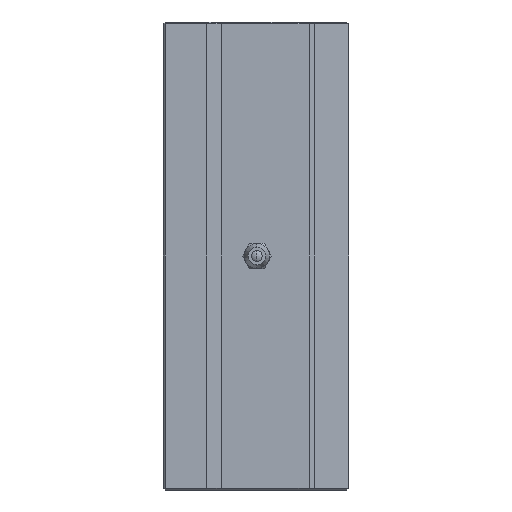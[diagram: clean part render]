
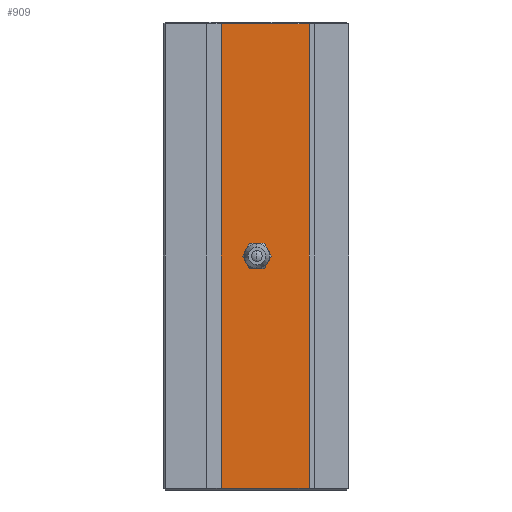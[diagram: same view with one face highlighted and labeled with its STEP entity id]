
A CAD part, left-side view. The second image highlights one B-rep face of the part: STEP entity #909.
In plain terms, the highlighted planar face has unit normal (-1, 0, 0).
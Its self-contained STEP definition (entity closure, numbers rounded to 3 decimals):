
#9 = CIRCLE ( 'NONE', #1584, 2.5 ) ;
#16 = CARTESIAN_POINT ( 'NONE',  ( -33.9, 0., 0. ) ) ;
#150 = CARTESIAN_POINT ( 'NONE',  ( -33.9, 0., -2.5 ) ) ;
#154 = AXIS2_PLACEMENT_3D ( 'NONE', #2340, #651, #2612 ) ;
#187 = EDGE_CURVE ( 'NONE', #2273, #1971, #2795, .T. ) ;
#223 = ORIENTED_EDGE ( 'NONE', *, *, #2413, .T. ) ;
#232 = CARTESIAN_POINT ( 'NONE',  ( -33.9, 9.9, 64.5 ) ) ;
#308 = DIRECTION ( 'NONE',  ( 0., 0., 1. ) ) ;
#328 = CARTESIAN_POINT ( 'NONE',  ( -33.9, 9.9, 65. ) ) ;
#387 = CIRCLE ( 'NONE', #154, 2.5 ) ;
#532 = VERTEX_POINT ( 'NONE', #2548 ) ;
#542 = ORIENTED_EDGE ( 'NONE', *, *, #3206, .F. ) ;
#553 = VECTOR ( 'NONE', #3588, 1000. ) ;
#651 = DIRECTION ( 'NONE',  ( -1., 0., 0. ) ) ;
#715 = LINE ( 'NONE', #740, #2782 ) ;
#740 = CARTESIAN_POINT ( 'NONE',  ( -33.9, -14.5, 65. ) ) ;
#909 = ADVANCED_FACE ( 'NONE', ( #3201, #1061 ), #3412, .F. ) ;
#1008 = VERTEX_POINT ( 'NONE', #150 ) ;
#1061 = FACE_OUTER_BOUND ( 'NONE', #2752, .T. ) ;
#1109 = DIRECTION ( 'NONE',  ( 0., 0., -1. ) ) ;
#1220 = CARTESIAN_POINT ( 'NONE',  ( -33.9, -14.5, -64.5 ) ) ;
#1279 = LINE ( 'NONE', #1973, #2947 ) ;
#1400 = ORIENTED_EDGE ( 'NONE', *, *, #1608, .T. ) ;
#1405 = DIRECTION ( 'NONE',  ( 0., 0., 1. ) ) ;
#1584 = AXIS2_PLACEMENT_3D ( 'NONE', #16, #2001, #308 ) ;
#1590 = EDGE_CURVE ( 'NONE', #532, #2273, #715, .T. ) ;
#1608 = EDGE_CURVE ( 'NONE', #1971, #2589, #1279, .T. ) ;
#1616 = VECTOR ( 'NONE', #3172, 1000. ) ;
#1676 = ORIENTED_EDGE ( 'NONE', *, *, #2380, .F. ) ;
#1704 = LINE ( 'NONE', #1220, #1616 ) ;
#1971 = VERTEX_POINT ( 'NONE', #2136 ) ;
#1973 = CARTESIAN_POINT ( 'NONE',  ( -33.9, 9.9, 65. ) ) ;
#2001 = DIRECTION ( 'NONE',  ( -1., 0., 0. ) ) ;
#2136 = CARTESIAN_POINT ( 'NONE',  ( -33.9, 9.9, 64.5 ) ) ;
#2273 = VERTEX_POINT ( 'NONE', #2825 ) ;
#2340 = CARTESIAN_POINT ( 'NONE',  ( -33.9, 0., 0. ) ) ;
#2380 = EDGE_CURVE ( 'NONE', #1008, #2648, #387, .T. ) ;
#2413 = EDGE_CURVE ( 'NONE', #2589, #532, #1704, .T. ) ;
#2546 = ORIENTED_EDGE ( 'NONE', *, *, #187, .T. ) ;
#2548 = CARTESIAN_POINT ( 'NONE',  ( -33.9, -14.5, -64.5 ) ) ;
#2564 = EDGE_LOOP ( 'NONE', ( #542, #1676 ) ) ;
#2579 = DIRECTION ( 'NONE',  ( 0., 0., -1. ) ) ;
#2589 = VERTEX_POINT ( 'NONE', #3522 ) ;
#2612 = DIRECTION ( 'NONE',  ( 0., 0., 1. ) ) ;
#2648 = VERTEX_POINT ( 'NONE', #3279 ) ;
#2752 = EDGE_LOOP ( 'NONE', ( #1400, #223, #3058, #2546 ) ) ;
#2782 = VECTOR ( 'NONE', #1405, 1000. ) ;
#2795 = LINE ( 'NONE', #232, #553 ) ;
#2825 = CARTESIAN_POINT ( 'NONE',  ( -33.9, -14.5, 64.5 ) ) ;
#2839 = AXIS2_PLACEMENT_3D ( 'NONE', #328, #2867, #2579 ) ;
#2867 = DIRECTION ( 'NONE',  ( 1., 0., 0. ) ) ;
#2947 = VECTOR ( 'NONE', #1109, 1000. ) ;
#3058 = ORIENTED_EDGE ( 'NONE', *, *, #1590, .T. ) ;
#3172 = DIRECTION ( 'NONE',  ( 0., -1., 0. ) ) ;
#3201 = FACE_BOUND ( 'NONE', #2564, .T. ) ;
#3206 = EDGE_CURVE ( 'NONE', #2648, #1008, #9, .T. ) ;
#3279 = CARTESIAN_POINT ( 'NONE',  ( -33.9, 0., 2.5 ) ) ;
#3412 = PLANE ( 'NONE',  #2839 ) ;
#3522 = CARTESIAN_POINT ( 'NONE',  ( -33.9, 9.9, -64.5 ) ) ;
#3588 = DIRECTION ( 'NONE',  ( 0., 1., 0. ) ) ;
